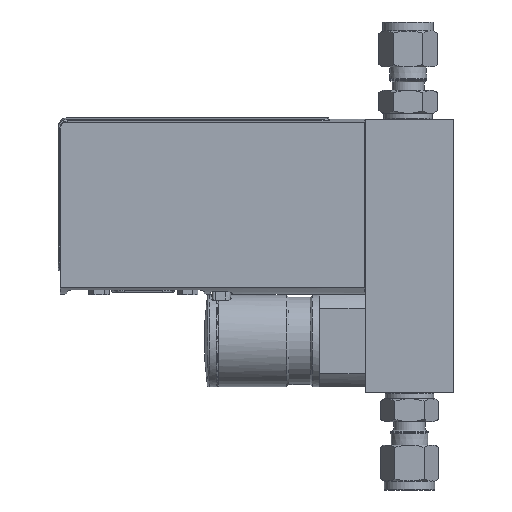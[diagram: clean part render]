
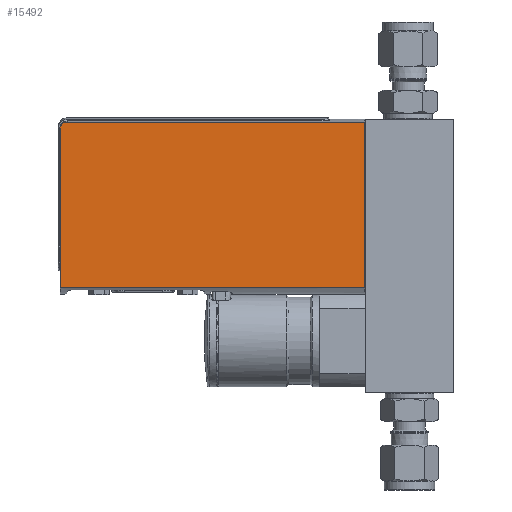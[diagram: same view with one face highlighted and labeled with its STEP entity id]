
A CAD part, left-side view. The second image highlights one B-rep face of the part: STEP entity #15492.
In plain terms, the highlighted planar face has unit normal (-1, 0, 0).
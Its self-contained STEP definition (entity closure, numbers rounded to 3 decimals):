
#253=B_SPLINE_CURVE_WITH_KNOTS('',3,(#24728,#24729,#24730,#24731,#24732,
#24733,#24734,#24735,#24736,#24737),.UNSPECIFIED.,.F.,.F.,(4,2,2,2,4),(0.893,
0.968,1.043,1.117,1.191),
 .UNSPECIFIED.);
#1017=LINE('',#24596,#2085);
#1026=LINE('',#24724,#2094);
#1027=LINE('',#24726,#2095);
#1028=LINE('',#24738,#2096);
#2085=VECTOR('',#18937,10.);
#2094=VECTOR('',#18964,10.);
#2095=VECTOR('',#18965,10.);
#2096=VECTOR('',#18966,10.);
#3356=FACE_OUTER_BOUND('',#4312,.T.);
#4312=EDGE_LOOP('',(#10592,#10593,#10594,#10595,#10596));
#6185=VERTEX_POINT('',#24594);
#6186=VERTEX_POINT('',#24595);
#6208=VERTEX_POINT('',#24723);
#6209=VERTEX_POINT('',#24725);
#6210=VERTEX_POINT('',#24727);
#7805=EDGE_CURVE('',#6185,#6186,#1017,.T.);
#7830=EDGE_CURVE('',#6185,#6208,#1026,.T.);
#7831=EDGE_CURVE('',#6208,#6209,#1027,.T.);
#7832=EDGE_CURVE('',#6210,#6209,#253,.T.);
#7833=EDGE_CURVE('',#6210,#6186,#1028,.T.);
#10592=ORIENTED_EDGE('',*,*,#7805,.F.);
#10593=ORIENTED_EDGE('',*,*,#7830,.T.);
#10594=ORIENTED_EDGE('',*,*,#7831,.T.);
#10595=ORIENTED_EDGE('',*,*,#7832,.F.);
#10596=ORIENTED_EDGE('',*,*,#7833,.T.);
#14079=PLANE('',#16644);
#15492=ADVANCED_FACE('',(#3356),#14079,.T.);
#16644=AXIS2_PLACEMENT_3D('',#24722,#18962,#18963);
#18937=DIRECTION('',(0.,1.,0.));
#18962=DIRECTION('center_axis',(-1.,0.,0.));
#18963=DIRECTION('ref_axis',(0.,1.,0.));
#18964=DIRECTION('',(0.,0.,1.));
#18965=DIRECTION('',(0.,1.,0.));
#18966=DIRECTION('',(0.,0.,-1.));
#24594=CARTESIAN_POINT('',(-12.5,12.7,-9.029));
#24595=CARTESIAN_POINT('',(-12.5,98.7,-9.029));
#24596=CARTESIAN_POINT('',(-12.5,12.7,-9.029));
#24722=CARTESIAN_POINT('Origin',(-12.5,12.7,37.828));
#24723=CARTESIAN_POINT('',(-12.5,12.7,37.828));
#24724=CARTESIAN_POINT('',(-12.5,12.7,-9.029));
#24725=CARTESIAN_POINT('',(-12.5,96.7,37.828));
#24726=CARTESIAN_POINT('',(-12.5,12.7,37.828));
#24727=CARTESIAN_POINT('',(-12.5,98.7,35.808));
#24728=CARTESIAN_POINT('Ctrl Pts',(-12.5,98.7,35.808));
#24729=CARTESIAN_POINT('Ctrl Pts',(-12.5,98.7,36.058));
#24730=CARTESIAN_POINT('Ctrl Pts',(-12.5,98.642,36.352));
#24731=CARTESIAN_POINT('Ctrl Pts',(-12.5,98.452,36.814));
#24732=CARTESIAN_POINT('Ctrl Pts',(-12.5,98.287,37.062));
#24733=CARTESIAN_POINT('Ctrl Pts',(-12.5,97.937,37.414));
#24734=CARTESIAN_POINT('Ctrl Pts',(-12.5,97.691,37.58));
#24735=CARTESIAN_POINT('Ctrl Pts',(-12.5,97.236,37.77));
#24736=CARTESIAN_POINT('Ctrl Pts',(-12.5,96.946,37.828));
#24737=CARTESIAN_POINT('Ctrl Pts',(-12.5,96.7,37.828));
#24738=CARTESIAN_POINT('',(-12.5,98.7,25.889));
